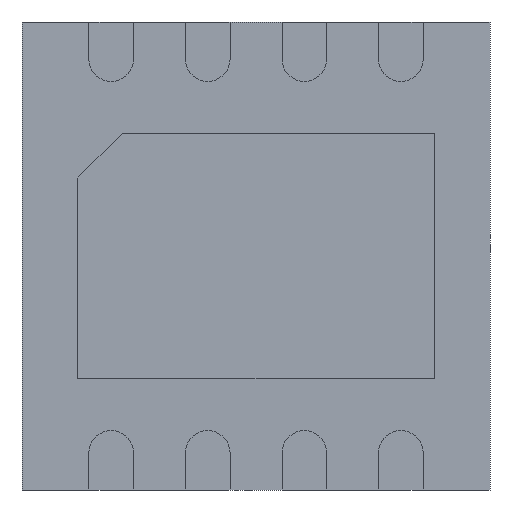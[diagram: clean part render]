
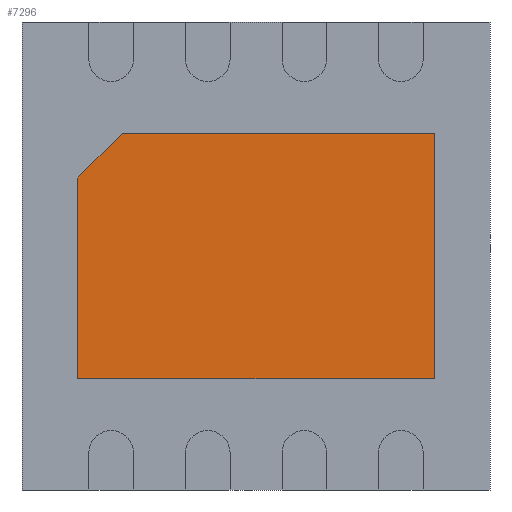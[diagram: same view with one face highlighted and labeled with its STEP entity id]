
A CAD part, front view. The second image highlights one B-rep face of the part: STEP entity #7296.
In plain terms, the highlighted planar face has unit normal (0, -1, 0).
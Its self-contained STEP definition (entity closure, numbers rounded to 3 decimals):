
#6925 = PLANE('',#6926);
#6926 = AXIS2_PLACEMENT_3D('',#6927,#6928,#6929);
#6927 = CARTESIAN_POINT('',(1.2,500000.,-0.825));
#6928 = DIRECTION('',(1.,0.,-0.));
#6929 = DIRECTION('',(-0.,0.,-1.));
#6953 = PLANE('',#6954);
#6954 = AXIS2_PLACEMENT_3D('',#6955,#6956,#6957);
#6955 = CARTESIAN_POINT('',(-1.2,500000.,-0.825));
#6956 = DIRECTION('',(0.,0.,-1.));
#6957 = DIRECTION('',(-1.,0.,-0.));
#6981 = PLANE('',#6982);
#6982 = AXIS2_PLACEMENT_3D('',#6983,#6984,#6985);
#6983 = CARTESIAN_POINT('',(-1.2,500000.,-0.825));
#6984 = DIRECTION('',(-1.,0.,0.));
#6985 = DIRECTION('',(0.,0.,1.));
#7009 = PLANE('',#7010);
#7010 = AXIS2_PLACEMENT_3D('',#7011,#7012,#7013);
#7011 = CARTESIAN_POINT('',(-1.2,500000.,0.525));
#7012 = DIRECTION('',(-0.707,0.,0.707));
#7013 = DIRECTION('',(0.707,0.,0.707));
#7035 = PLANE('',#7036);
#7036 = AXIS2_PLACEMENT_3D('',#7037,#7038,#7039);
#7037 = CARTESIAN_POINT('',(-0.9,500000.,0.825));
#7038 = DIRECTION('',(-0.,0.,1.));
#7039 = DIRECTION('',(1.,0.,0.));
#7051 = VERTEX_POINT('',#7052);
#7052 = CARTESIAN_POINT('',(1.2,0.,-0.825));
#7075 = VERTEX_POINT('',#7076);
#7076 = CARTESIAN_POINT('',(1.2,0.,0.825));
#7097 = EDGE_CURVE('',#7051,#7075,#7098,.T.);
#7098 = SURFACE_CURVE('',#7099,(#7103,#7110),.PCURVE_S1.);
#7099 = LINE('',#7100,#7101);
#7100 = CARTESIAN_POINT('',(1.2,0.,-0.825));
#7101 = VECTOR('',#7102,1.);
#7102 = DIRECTION('',(0.,0.,1.));
#7103 = PCURVE('',#6925,#7104);
#7104 = DEFINITIONAL_REPRESENTATION('',(#7105),#7109);
#7105 = LINE('',#7106,#7107);
#7106 = CARTESIAN_POINT('',(-0.,-500000.));
#7107 = VECTOR('',#7108,1.);
#7108 = DIRECTION('',(-1.,0.));
#7109 = ( GEOMETRIC_REPRESENTATION_CONTEXT(2) 
PARAMETRIC_REPRESENTATION_CONTEXT() REPRESENTATION_CONTEXT('2D SPACE',''
  ) );
#7110 = PCURVE('',#7111,#7116);
#7111 = PLANE('',#7112);
#7112 = AXIS2_PLACEMENT_3D('',#7113,#7114,#7115);
#7113 = CARTESIAN_POINT('',(0.,0.,0.));
#7114 = DIRECTION('',(0.,1.,0.));
#7115 = DIRECTION('',(0.,-0.,1.));
#7116 = DEFINITIONAL_REPRESENTATION('',(#7117),#7121);
#7117 = LINE('',#7118,#7119);
#7118 = CARTESIAN_POINT('',(-0.825,1.2));
#7119 = VECTOR('',#7120,1.);
#7120 = DIRECTION('',(1.,0.));
#7121 = ( GEOMETRIC_REPRESENTATION_CONTEXT(2) 
PARAMETRIC_REPRESENTATION_CONTEXT() REPRESENTATION_CONTEXT('2D SPACE',''
  ) );
#7127 = VERTEX_POINT('',#7128);
#7128 = CARTESIAN_POINT('',(-1.2,-0.,-0.825));
#7151 = EDGE_CURVE('',#7127,#7051,#7152,.T.);
#7152 = SURFACE_CURVE('',#7153,(#7157,#7164),.PCURVE_S1.);
#7153 = LINE('',#7154,#7155);
#7154 = CARTESIAN_POINT('',(-1.2,-0.,-0.825));
#7155 = VECTOR('',#7156,1.);
#7156 = DIRECTION('',(1.,0.,0.));
#7157 = PCURVE('',#6953,#7158);
#7158 = DEFINITIONAL_REPRESENTATION('',(#7159),#7163);
#7159 = LINE('',#7160,#7161);
#7160 = CARTESIAN_POINT('',(-0.,-500000.));
#7161 = VECTOR('',#7162,1.);
#7162 = DIRECTION('',(-1.,0.));
#7163 = ( GEOMETRIC_REPRESENTATION_CONTEXT(2) 
PARAMETRIC_REPRESENTATION_CONTEXT() REPRESENTATION_CONTEXT('2D SPACE',''
  ) );
#7164 = PCURVE('',#7111,#7165);
#7165 = DEFINITIONAL_REPRESENTATION('',(#7166),#7170);
#7166 = LINE('',#7167,#7168);
#7167 = CARTESIAN_POINT('',(-0.825,-1.2));
#7168 = VECTOR('',#7169,1.);
#7169 = DIRECTION('',(0.,1.));
#7170 = ( GEOMETRIC_REPRESENTATION_CONTEXT(2) 
PARAMETRIC_REPRESENTATION_CONTEXT() REPRESENTATION_CONTEXT('2D SPACE',''
  ) );
#7176 = VERTEX_POINT('',#7177);
#7177 = CARTESIAN_POINT('',(-1.2,0.,0.525));
#7200 = EDGE_CURVE('',#7176,#7127,#7201,.T.);
#7201 = SURFACE_CURVE('',#7202,(#7206,#7213),.PCURVE_S1.);
#7202 = LINE('',#7203,#7204);
#7203 = CARTESIAN_POINT('',(-1.2,-0.,-0.825));
#7204 = VECTOR('',#7205,1.);
#7205 = DIRECTION('',(-0.,-0.,-1.));
#7206 = PCURVE('',#6981,#7207);
#7207 = DEFINITIONAL_REPRESENTATION('',(#7208),#7212);
#7208 = LINE('',#7209,#7210);
#7209 = CARTESIAN_POINT('',(0.,-500000.));
#7210 = VECTOR('',#7211,1.);
#7211 = DIRECTION('',(-1.,0.));
#7212 = ( GEOMETRIC_REPRESENTATION_CONTEXT(2) 
PARAMETRIC_REPRESENTATION_CONTEXT() REPRESENTATION_CONTEXT('2D SPACE',''
  ) );
#7213 = PCURVE('',#7111,#7214);
#7214 = DEFINITIONAL_REPRESENTATION('',(#7215),#7219);
#7215 = LINE('',#7216,#7217);
#7216 = CARTESIAN_POINT('',(-0.825,-1.2));
#7217 = VECTOR('',#7218,1.);
#7218 = DIRECTION('',(-1.,0.));
#7219 = ( GEOMETRIC_REPRESENTATION_CONTEXT(2) 
PARAMETRIC_REPRESENTATION_CONTEXT() REPRESENTATION_CONTEXT('2D SPACE',''
  ) );
#7225 = VERTEX_POINT('',#7226);
#7226 = CARTESIAN_POINT('',(-0.9,0.,0.825));
#7249 = EDGE_CURVE('',#7225,#7176,#7250,.T.);
#7250 = SURFACE_CURVE('',#7251,(#7255,#7262),.PCURVE_S1.);
#7251 = LINE('',#7252,#7253);
#7252 = CARTESIAN_POINT('',(-1.2,0.,0.525));
#7253 = VECTOR('',#7254,1.);
#7254 = DIRECTION('',(-0.707,-0.,-0.707));
#7255 = PCURVE('',#7009,#7256);
#7256 = DEFINITIONAL_REPRESENTATION('',(#7257),#7261);
#7257 = LINE('',#7258,#7259);
#7258 = CARTESIAN_POINT('',(0.,-500000.));
#7259 = VECTOR('',#7260,1.);
#7260 = DIRECTION('',(-1.,0.));
#7261 = ( GEOMETRIC_REPRESENTATION_CONTEXT(2) 
PARAMETRIC_REPRESENTATION_CONTEXT() REPRESENTATION_CONTEXT('2D SPACE',''
  ) );
#7262 = PCURVE('',#7111,#7263);
#7263 = DEFINITIONAL_REPRESENTATION('',(#7264),#7268);
#7264 = LINE('',#7265,#7266);
#7265 = CARTESIAN_POINT('',(0.525,-1.2));
#7266 = VECTOR('',#7267,1.);
#7267 = DIRECTION('',(-0.707,-0.707));
#7268 = ( GEOMETRIC_REPRESENTATION_CONTEXT(2) 
PARAMETRIC_REPRESENTATION_CONTEXT() REPRESENTATION_CONTEXT('2D SPACE',''
  ) );
#7276 = EDGE_CURVE('',#7075,#7225,#7277,.T.);
#7277 = SURFACE_CURVE('',#7278,(#7282,#7289),.PCURVE_S1.);
#7278 = LINE('',#7279,#7280);
#7279 = CARTESIAN_POINT('',(-0.9,0.,0.825));
#7280 = VECTOR('',#7281,1.);
#7281 = DIRECTION('',(-1.,-0.,-0.));
#7282 = PCURVE('',#7035,#7283);
#7283 = DEFINITIONAL_REPRESENTATION('',(#7284),#7288);
#7284 = LINE('',#7285,#7286);
#7285 = CARTESIAN_POINT('',(0.,-500000.));
#7286 = VECTOR('',#7287,1.);
#7287 = DIRECTION('',(-1.,0.));
#7288 = ( GEOMETRIC_REPRESENTATION_CONTEXT(2) 
PARAMETRIC_REPRESENTATION_CONTEXT() REPRESENTATION_CONTEXT('2D SPACE',''
  ) );
#7289 = PCURVE('',#7111,#7290);
#7290 = DEFINITIONAL_REPRESENTATION('',(#7291),#7295);
#7291 = LINE('',#7292,#7293);
#7292 = CARTESIAN_POINT('',(0.825,-0.9));
#7293 = VECTOR('',#7294,1.);
#7294 = DIRECTION('',(0.,-1.));
#7295 = ( GEOMETRIC_REPRESENTATION_CONTEXT(2) 
PARAMETRIC_REPRESENTATION_CONTEXT() REPRESENTATION_CONTEXT('2D SPACE',''
  ) );
#7296 = ADVANCED_FACE('',(#7297),#7111,.F.);
#7297 = FACE_BOUND('',#7298,.T.);
#7298 = EDGE_LOOP('',(#7299,#7300,#7301,#7302,#7303));
#7299 = ORIENTED_EDGE('',*,*,#7097,.T.);
#7300 = ORIENTED_EDGE('',*,*,#7276,.T.);
#7301 = ORIENTED_EDGE('',*,*,#7249,.T.);
#7302 = ORIENTED_EDGE('',*,*,#7200,.T.);
#7303 = ORIENTED_EDGE('',*,*,#7151,.T.);
